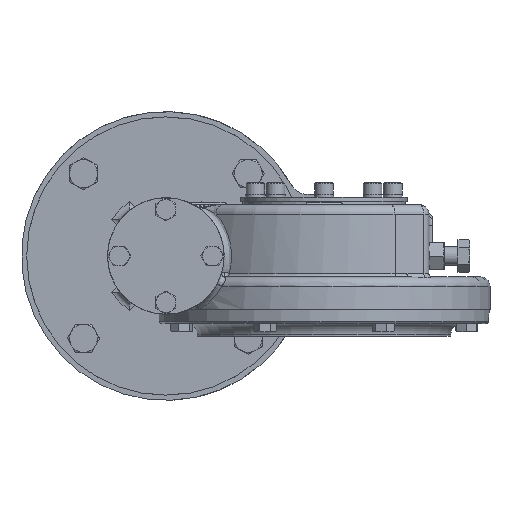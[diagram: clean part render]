
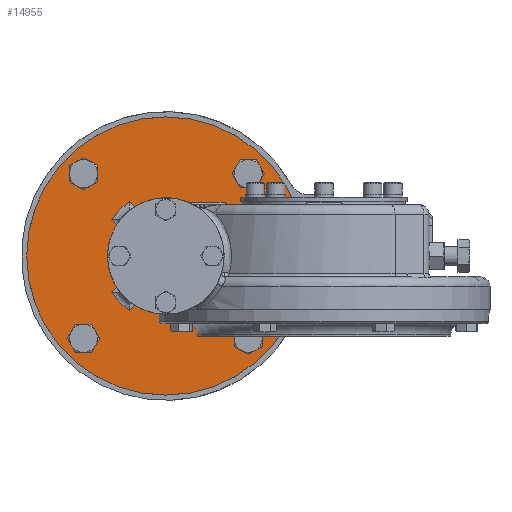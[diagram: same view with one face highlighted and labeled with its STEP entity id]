
A CAD part, left-side view. The second image highlights one B-rep face of the part: STEP entity #14955.
In plain terms, the highlighted planar face has unit normal (-1, 0, 0).
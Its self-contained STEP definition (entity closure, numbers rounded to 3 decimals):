
#1220=PLANE('',#17282);
#1816=LINE('',#27226,#2719);
#1818=LINE('',#27303,#2721);
#1831=LINE('',#27864,#2734);
#1833=LINE('',#27941,#2736);
#1845=LINE('',#28484,#2748);
#1847=LINE('',#28561,#2750);
#1859=LINE('',#29122,#2762);
#1861=LINE('',#29198,#2764);
#2719=VECTOR('',#19738,1000.);
#2721=VECTOR('',#19750,1000.);
#2734=VECTOR('',#19815,1000.);
#2736=VECTOR('',#19827,1000.);
#2748=VECTOR('',#19889,1000.);
#2750=VECTOR('',#19901,1000.);
#2762=VECTOR('',#19963,1000.);
#2764=VECTOR('',#19975,1000.);
#5013=ORIENTED_EDGE('',*,*,#8382,.F.);
#5014=ORIENTED_EDGE('',*,*,#8383,.F.);
#5015=ORIENTED_EDGE('',*,*,#8384,.F.);
#5016=ORIENTED_EDGE('',*,*,#8385,.F.);
#5017=ORIENTED_EDGE('',*,*,#8243,.T.);
#5018=ORIENTED_EDGE('',*,*,#8215,.T.);
#5019=ORIENTED_EDGE('',*,*,#8218,.T.);
#5020=ORIENTED_EDGE('',*,*,#8221,.T.);
#5021=ORIENTED_EDGE('',*,*,#8289,.T.);
#5022=ORIENTED_EDGE('',*,*,#8263,.T.);
#5023=ORIENTED_EDGE('',*,*,#8266,.T.);
#5024=ORIENTED_EDGE('',*,*,#8269,.T.);
#5025=ORIENTED_EDGE('',*,*,#8333,.T.);
#5026=ORIENTED_EDGE('',*,*,#8307,.T.);
#5027=ORIENTED_EDGE('',*,*,#8310,.T.);
#5028=ORIENTED_EDGE('',*,*,#8313,.T.);
#5029=ORIENTED_EDGE('',*,*,#8371,.T.);
#5030=ORIENTED_EDGE('',*,*,#8351,.T.);
#5031=ORIENTED_EDGE('',*,*,#8354,.T.);
#5032=ORIENTED_EDGE('',*,*,#8357,.T.);
#5033=ORIENTED_EDGE('',*,*,#8381,.F.);
#8215=EDGE_CURVE('',#10278,#10280,#1816,.T.);
#8218=EDGE_CURVE('',#10280,#10282,#11615,.F.);
#8221=EDGE_CURVE('',#10282,#10284,#1818,.T.);
#8243=EDGE_CURVE('',#10297,#10278,#11623,.F.);
#8263=EDGE_CURVE('',#10309,#10311,#1831,.T.);
#8266=EDGE_CURVE('',#10311,#10313,#11630,.F.);
#8269=EDGE_CURVE('',#10313,#10315,#1833,.T.);
#8289=EDGE_CURVE('',#10284,#10309,#11638,.F.);
#8307=EDGE_CURVE('',#10335,#10337,#1845,.T.);
#8310=EDGE_CURVE('',#10337,#10339,#11644,.F.);
#8313=EDGE_CURVE('',#10339,#10341,#1847,.T.);
#8333=EDGE_CURVE('',#10315,#10335,#11652,.F.);
#8351=EDGE_CURVE('',#10361,#10363,#1859,.T.);
#8354=EDGE_CURVE('',#10363,#10365,#11658,.F.);
#8357=EDGE_CURVE('',#10365,#10297,#1861,.T.);
#8371=EDGE_CURVE('',#10341,#10361,#11665,.F.);
#8381=EDGE_CURVE('',#10374,#10374,#11673,.T.);
#8382=EDGE_CURVE('',#10375,#10375,#11674,.T.);
#8383=EDGE_CURVE('',#10376,#10376,#11675,.T.);
#8384=EDGE_CURVE('',#10377,#10377,#11676,.T.);
#8385=EDGE_CURVE('',#10378,#10378,#11677,.T.);
#10278=VERTEX_POINT('',#27144);
#10280=VERTEX_POINT('',#27225);
#10282=VERTEX_POINT('',#27296);
#10284=VERTEX_POINT('',#27302);
#10297=VERTEX_POINT('',#27560);
#10309=VERTEX_POINT('',#27782);
#10311=VERTEX_POINT('',#27863);
#10313=VERTEX_POINT('',#27934);
#10315=VERTEX_POINT('',#27940);
#10335=VERTEX_POINT('',#28402);
#10337=VERTEX_POINT('',#28483);
#10339=VERTEX_POINT('',#28554);
#10341=VERTEX_POINT('',#28560);
#10361=VERTEX_POINT('',#29040);
#10363=VERTEX_POINT('',#29121);
#10365=VERTEX_POINT('',#29192);
#10374=VERTEX_POINT('',#29425);
#10375=VERTEX_POINT('',#29428);
#10376=VERTEX_POINT('',#29430);
#10377=VERTEX_POINT('',#29432);
#10378=VERTEX_POINT('',#29434);
#11615=CIRCLE('',#17163,56.);
#11623=CIRCLE('',#17180,33.);
#11630=CIRCLE('',#17194,56.);
#11638=CIRCLE('',#17211,33.);
#11644=CIRCLE('',#17224,56.);
#11652=CIRCLE('',#17241,33.);
#11658=CIRCLE('',#17254,56.);
#11665=CIRCLE('',#17268,33.);
#11673=CIRCLE('',#17281,119.5);
#11674=CIRCLE('',#17283,8.25);
#11675=CIRCLE('',#17284,8.25);
#11676=CIRCLE('',#17285,8.25);
#11677=CIRCLE('',#17286,8.25);
#12578=EDGE_LOOP('',(#5013));
#12579=EDGE_LOOP('',(#5014));
#12580=EDGE_LOOP('',(#5015));
#12581=EDGE_LOOP('',(#5016));
#12582=EDGE_LOOP('',(#5017,#5018,#5019,#5020,#5021,#5022,#5023,#5024,#5025,
#5026,#5027,#5028,#5029,#5030,#5031,#5032));
#12583=EDGE_LOOP('',(#5033));
#13714=FACE_BOUND('',#12578,.T.);
#13715=FACE_BOUND('',#12579,.T.);
#13716=FACE_BOUND('',#12580,.T.);
#13717=FACE_BOUND('',#12581,.T.);
#13718=FACE_BOUND('',#12582,.T.);
#13719=FACE_BOUND('',#12583,.T.);
#14955=ADVANCED_FACE('',(#13714,#13715,#13716,#13717,#13718,#13719),#1220,
 .T.);
#17163=AXIS2_PLACEMENT_3D('',#27297,#19742,#19743);
#17180=AXIS2_PLACEMENT_3D('',#27559,#19785,#19786);
#17194=AXIS2_PLACEMENT_3D('',#27935,#19819,#19820);
#17211=AXIS2_PLACEMENT_3D('',#28189,#19861,#19862);
#17224=AXIS2_PLACEMENT_3D('',#28555,#19893,#19894);
#17241=AXIS2_PLACEMENT_3D('',#28809,#19935,#19936);
#17254=AXIS2_PLACEMENT_3D('',#29193,#19967,#19968);
#17268=AXIS2_PLACEMENT_3D('',#29407,#20000,#20001);
#17281=AXIS2_PLACEMENT_3D('',#29424,#20028,#20029);
#17282=AXIS2_PLACEMENT_3D('',#29426,#20030,#20031);
#17283=AXIS2_PLACEMENT_3D('',#29427,#20032,#20033);
#17284=AXIS2_PLACEMENT_3D('',#29429,#20034,#20035);
#17285=AXIS2_PLACEMENT_3D('',#29431,#20036,#20037);
#17286=AXIS2_PLACEMENT_3D('',#29433,#20038,#20039);
#19738=DIRECTION('',(0.,-0.707,0.707));
#19742=DIRECTION('',(-1.,0.,0.));
#19743=DIRECTION('',(0.,-1.,0.));
#19750=DIRECTION('',(0.,0.707,-0.707));
#19785=DIRECTION('',(-1.,0.,0.));
#19786=DIRECTION('',(0.,-1.,0.));
#19815=DIRECTION('',(0.,-0.707,-0.707));
#19819=DIRECTION('',(-1.,0.,0.));
#19820=DIRECTION('',(0.,-1.,0.));
#19827=DIRECTION('',(0.,0.707,0.707));
#19861=DIRECTION('',(-1.,0.,0.));
#19862=DIRECTION('',(0.,-1.,0.));
#19889=DIRECTION('',(0.,0.707,-0.707));
#19893=DIRECTION('',(-1.,0.,0.));
#19894=DIRECTION('',(0.,-1.,0.));
#19901=DIRECTION('',(0.,-0.707,0.707));
#19935=DIRECTION('',(-1.,0.,0.));
#19936=DIRECTION('',(0.,-1.,0.));
#19963=DIRECTION('',(0.,0.707,0.707));
#19967=DIRECTION('',(-1.,0.,0.));
#19968=DIRECTION('',(0.,-1.,0.));
#19975=DIRECTION('',(0.,-0.707,-0.707));
#20000=DIRECTION('',(-1.,0.,0.));
#20001=DIRECTION('',(0.,-1.,0.));
#20028=DIRECTION('',(1.,0.,0.));
#20029=DIRECTION('',(0.,1.,0.));
#20030=DIRECTION('',(-1.,0.,0.));
#20031=DIRECTION('',(0.,-1.,0.));
#20032=DIRECTION('',(-1.,0.,0.));
#20033=DIRECTION('',(0.,0.,1.));
#20034=DIRECTION('',(-1.,0.,0.));
#20035=DIRECTION('',(0.,1.,0.));
#20036=DIRECTION('',(-1.,0.,0.));
#20037=DIRECTION('',(0.,0.,-1.));
#20038=DIRECTION('',(-1.,0.,0.));
#20039=DIRECTION('',(0.,-1.,0.));
#27144=CARTESIAN_POINT('',(170.14,121.693,29.778));
#27225=CARTESIAN_POINT('',(170.14,104.867,46.605));
#27226=CARTESIAN_POINT('',(170.14,108.515,42.956));
#27296=CARTESIAN_POINT('',(170.14,89.31,31.048));
#27297=CARTESIAN_POINT('',(170.14,135.915,0.));
#27302=CARTESIAN_POINT('',(170.14,106.137,14.222));
#27303=CARTESIAN_POINT('',(170.14,105.072,15.287));
#27559=CARTESIAN_POINT('',(170.14,135.915,0.));
#27560=CARTESIAN_POINT('',(170.14,150.137,29.778));
#27782=CARTESIAN_POINT('',(170.14,106.137,-14.222));
#27863=CARTESIAN_POINT('',(170.14,89.31,-31.048));
#27864=CARTESIAN_POINT('',(170.14,92.959,-27.4));
#27934=CARTESIAN_POINT('',(170.14,104.867,-46.605));
#27935=CARTESIAN_POINT('',(170.14,135.915,0.));
#27940=CARTESIAN_POINT('',(170.14,121.693,-29.778));
#27941=CARTESIAN_POINT('',(170.14,120.628,-30.843));
#28189=CARTESIAN_POINT('',(170.14,135.915,0.));
#28402=CARTESIAN_POINT('',(170.14,150.137,-29.778));
#28483=CARTESIAN_POINT('',(170.14,166.963,-46.605));
#28484=CARTESIAN_POINT('',(170.14,163.315,-42.956));
#28554=CARTESIAN_POINT('',(170.14,182.52,-31.048));
#28555=CARTESIAN_POINT('',(170.14,135.915,0.));
#28560=CARTESIAN_POINT('',(170.14,165.693,-14.222));
#28561=CARTESIAN_POINT('',(170.14,166.758,-15.287));
#28809=CARTESIAN_POINT('',(170.14,135.915,0.));
#29040=CARTESIAN_POINT('',(170.14,165.693,14.222));
#29121=CARTESIAN_POINT('',(170.14,182.52,31.048));
#29122=CARTESIAN_POINT('',(170.14,178.871,27.4));
#29192=CARTESIAN_POINT('',(170.14,166.963,46.605));
#29193=CARTESIAN_POINT('',(170.14,135.915,0.));
#29198=CARTESIAN_POINT('',(170.14,151.202,30.843));
#29407=CARTESIAN_POINT('',(170.14,135.915,0.));
#29424=CARTESIAN_POINT('',(170.14,135.915,0.));
#29425=CARTESIAN_POINT('',(170.14,255.415,0.));
#29426=CARTESIAN_POINT('',(170.14,160.915,0.));
#29427=CARTESIAN_POINT('',(170.14,65.204,70.711));
#29428=CARTESIAN_POINT('',(170.14,65.204,78.961));
#29429=CARTESIAN_POINT('',(170.14,206.626,70.711));
#29430=CARTESIAN_POINT('',(170.14,214.876,70.711));
#29431=CARTESIAN_POINT('',(170.14,206.626,-70.711));
#29432=CARTESIAN_POINT('',(170.14,206.626,-78.961));
#29433=CARTESIAN_POINT('',(170.14,65.204,-70.711));
#29434=CARTESIAN_POINT('',(170.14,56.954,-70.711));
